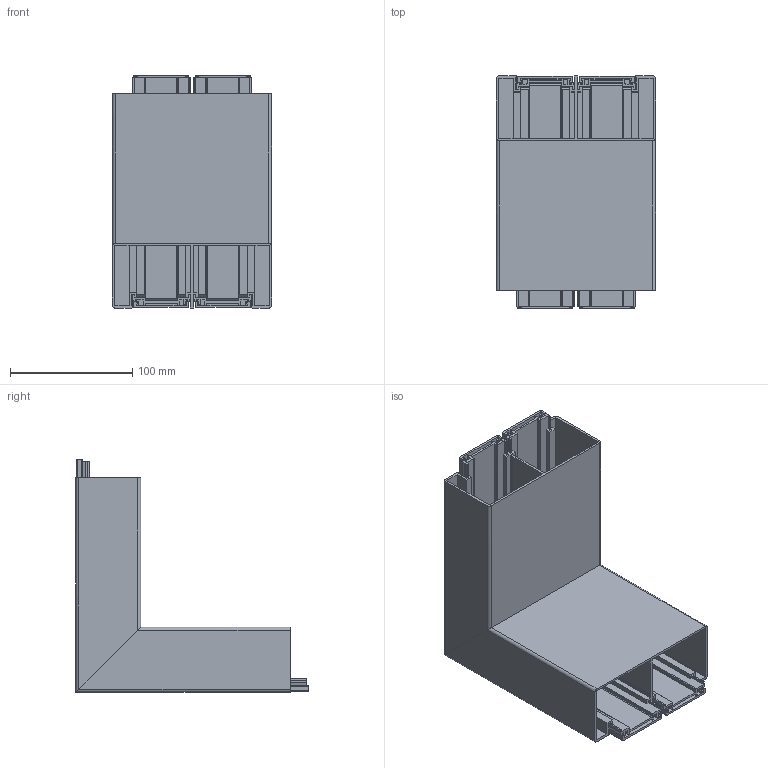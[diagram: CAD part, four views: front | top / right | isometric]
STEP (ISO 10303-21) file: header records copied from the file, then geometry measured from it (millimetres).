
FILE_DESCRIPTION (( 'STEP AP214' ), '1' );
FILE_NAME ('6112513.stp', '2016-04-28T09:24:22', ( '' ), ( '' ), 'SwSTEP 2.0', 'SolidWorks 2014', '' );
FILE_SCHEMA (( 'AUTOMOTIVE_DESIGN' ));
Length unit declared in the file: millimetre
Products named in the file (5): 6112513; 092863_L=175; 092790_L=189; 092791_L=189; 092792_Standard
Assembly tree (8 placements, depth 3):
  6112513
    092863_L=175  x2
    092792_Standard  x4
      092790_L=189
      092791_L=189
Bounding box: 130 x 189.7 x 189.7 mm (x, y, z)
Volume: 367742.7 mm3; surface area: 399712.9 mm2
Topology: 10 solids, 10 shells, 472 faces, 1356 edges, 904 vertices
Faces by surface type: plane 332, cylinder 140
Entity records: 5136 total; most frequent: CARTESIAN_POINT 1020, ORIENTED_EDGE 876, DIRECTION 766, EDGE_CURVE 438, VECTOR 354, LINE 354, VERTEX_POINT 292, AXIS2_PLACEMENT_3D 206
